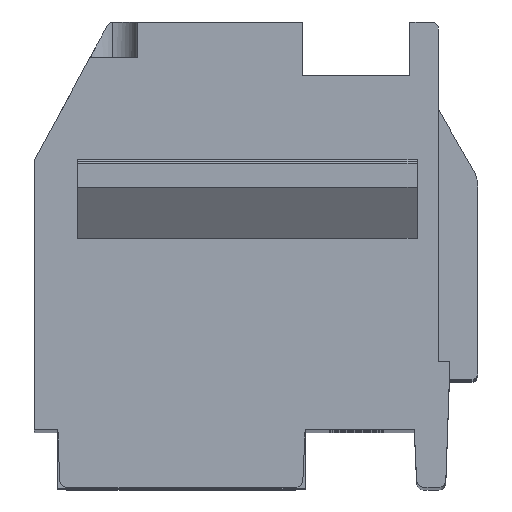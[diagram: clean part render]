
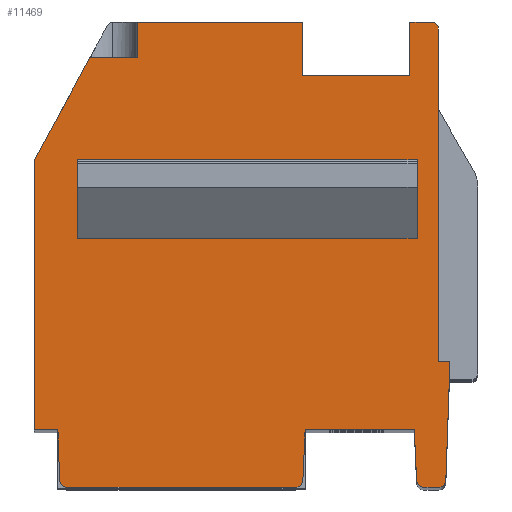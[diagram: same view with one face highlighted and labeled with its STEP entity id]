
A CAD part, top view. The second image highlights one B-rep face of the part: STEP entity #11469.
In plain terms, the highlighted planar face has unit normal (0, 0, 1).
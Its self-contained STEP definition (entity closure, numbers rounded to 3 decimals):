
#34=DIRECTION('',(0.,1.,0.));
#35=VECTOR('',#34,1.55);
#36=CARTESIAN_POINT('',(-5.188,0.15,42.5));
#37=LINE('',#36,#35);
#38=DIRECTION('',(-1.,0.,0.));
#39=VECTOR('',#38,9.5);
#40=CARTESIAN_POINT('',(4.312,0.15,42.5));
#41=LINE('',#40,#39);
#42=DIRECTION('',(0.,1.,0.));
#43=VECTOR('',#42,1.55);
#44=CARTESIAN_POINT('',(4.312,0.15,42.5));
#45=LINE('',#44,#43);
#46=DIRECTION('',(-1.,0.,0.));
#47=VECTOR('',#46,9.5);
#48=CARTESIAN_POINT('',(4.312,1.7,42.5));
#49=LINE('',#48,#47);
#50=DIRECTION('',(0.,-1.,0.));
#51=VECTOR('',#50,7.041);
#52=CARTESIAN_POINT('',(4.912,3.741,42.5));
#53=LINE('',#52,#51);
#54=DIRECTION('',(1.,0.,0.));
#55=VECTOR('',#54,0.32);
#56=CARTESIAN_POINT('',(4.912,-3.3,42.5));
#57=LINE('',#56,#55);
#58=DIRECTION('',(-0.035,-0.999,0.));
#59=VECTOR('',#58,0.502);
#60=CARTESIAN_POINT('',(5.232,-3.3,42.5));
#61=LINE('',#60,#59);
#62=DIRECTION('',(0.035,0.999,0.));
#63=VECTOR('',#62,2.807);
#64=CARTESIAN_POINT('',(5.116,-6.607,42.5));
#65=LINE('',#64,#63);
#66=CARTESIAN_POINT('',(4.916,-6.6,42.5));
#67=DIRECTION('',(0.,0.,-1.));
#68=DIRECTION('',(0.999,-0.035,0.));
#69=AXIS2_PLACEMENT_3D('',#66,#67,#68);
#71=DIRECTION('',(-1.,0.,0.));
#72=VECTOR('',#71,0.416);
#73=CARTESIAN_POINT('',(4.916,-6.8,42.5));
#74=LINE('',#73,#72);
#75=CARTESIAN_POINT('',(4.501,-6.6,42.5));
#76=DIRECTION('',(0.,0.,-1.));
#77=DIRECTION('',(0.,-1.,0.));
#78=AXIS2_PLACEMENT_3D('',#75,#76,#77);
#80=DIRECTION('',(-0.045,0.999,0.));
#81=VECTOR('',#80,1.411);
#82=CARTESIAN_POINT('',(4.301,-6.609,42.5));
#83=LINE('',#82,#81);
#84=DIRECTION('',(-1.,0.,0.));
#85=VECTOR('',#84,3.052);
#86=CARTESIAN_POINT('',(4.237,-5.2,42.5));
#87=LINE('',#86,#85);
#88=DIRECTION('',(0.045,0.999,0.));
#89=VECTOR('',#88,1.411);
#90=CARTESIAN_POINT('',(1.12,-6.609,42.5));
#91=LINE('',#90,#89);
#92=CARTESIAN_POINT('',(0.92,-6.6,42.5));
#93=DIRECTION('',(0.,0.,1.));
#94=DIRECTION('',(0.,-1.,0.));
#95=AXIS2_PLACEMENT_3D('',#92,#93,#94);
#97=DIRECTION('',(1.,0.,0.));
#98=VECTOR('',#97,6.396);
#99=CARTESIAN_POINT('',(-5.475,-6.8,42.5));
#100=LINE('',#99,#98);
#101=CARTESIAN_POINT('',(-5.475,-6.6,42.5));
#102=DIRECTION('',(0.,0.,1.));
#103=DIRECTION('',(-0.999,-0.035,0.));
#104=AXIS2_PLACEMENT_3D('',#101,#102,#103);
#106=DIRECTION('',(0.035,-0.999,0.));
#107=VECTOR('',#106,1.408);
#108=CARTESIAN_POINT('',(-5.724,-5.2,42.5));
#109=LINE('',#108,#107);
#110=DIRECTION('',(1.,0.,0.));
#111=VECTOR('',#110,0.664);
#112=CARTESIAN_POINT('',(-6.388,-5.2,42.5));
#113=LINE('',#112,#111);
#114=DIRECTION('',(0.,1.,0.));
#115=VECTOR('',#114,7.53);
#116=CARTESIAN_POINT('',(-6.388,-5.2,42.5));
#117=LINE('',#116,#115);
#118=DIRECTION('',(-0.477,-0.879,0.));
#119=VECTOR('',#118,3.266);
#120=CARTESIAN_POINT('',(-4.83,5.2,42.5));
#121=LINE('',#120,#119);
#122=DIRECTION('',(1.,0.,0.));
#123=VECTOR('',#122,1.316);
#124=CARTESIAN_POINT('',(-4.83,5.2,42.5));
#125=LINE('',#124,#123);
#126=DIRECTION('',(0.,1.,0.));
#127=VECTOR('',#126,1.);
#128=CARTESIAN_POINT('',(-3.514,5.2,42.5));
#129=LINE('',#128,#127);
#130=DIRECTION('',(-1.,0.,0.));
#131=VECTOR('',#130,4.626);
#132=CARTESIAN_POINT('',(1.112,6.2,42.5));
#133=LINE('',#132,#131);
#134=DIRECTION('',(0.,-1.,0.));
#135=VECTOR('',#134,1.5);
#136=CARTESIAN_POINT('',(1.112,6.2,42.5));
#137=LINE('',#136,#135);
#138=DIRECTION('',(1.,0.,0.));
#139=VECTOR('',#138,3.);
#140=CARTESIAN_POINT('',(1.112,4.7,42.5));
#141=LINE('',#140,#139);
#142=DIRECTION('',(0.,-1.,0.));
#143=VECTOR('',#142,1.5);
#144=CARTESIAN_POINT('',(4.112,6.2,42.5));
#145=LINE('',#144,#143);
#146=DIRECTION('',(-1.,0.,0.));
#147=VECTOR('',#146,0.6);
#148=CARTESIAN_POINT('',(4.712,6.2,42.5));
#149=LINE('',#148,#147);
#150=CARTESIAN_POINT('',(4.712,6.,42.5));
#151=DIRECTION('',(0.,0.,1.));
#152=DIRECTION('',(1.,0.,0.));
#153=AXIS2_PLACEMENT_3D('',#150,#151,#152);
#155=DIRECTION('',(0.,1.,0.));
#156=VECTOR('',#155,2.259);
#157=CARTESIAN_POINT('',(4.912,3.741,42.5));
#158=LINE('',#157,#156);
#8910=CARTESIAN_POINT('',(4.916,-6.8,42.5));
#8911=CARTESIAN_POINT('',(4.501,-6.8,42.5));
#8912=VERTEX_POINT('',#8910);
#8913=VERTEX_POINT('',#8911);
#8914=CARTESIAN_POINT('',(5.116,-6.607,42.5));
#8915=VERTEX_POINT('',#8914);
#8916=CARTESIAN_POINT('',(-6.388,-5.2,42.5));
#8917=CARTESIAN_POINT('',(-6.388,2.33,42.5));
#8918=VERTEX_POINT('',#8916);
#8919=VERTEX_POINT('',#8917);
#8920=CARTESIAN_POINT('',(4.301,-6.609,42.5));
#8921=CARTESIAN_POINT('',(4.237,-5.2,42.5));
#8922=VERTEX_POINT('',#8920);
#8923=VERTEX_POINT('',#8921);
#8957=CARTESIAN_POINT('',(-4.83,5.2,42.5));
#8958=CARTESIAN_POINT('',(-3.514,5.2,42.5));
#8959=VERTEX_POINT('',#8957);
#8960=VERTEX_POINT('',#8958);
#8961=CARTESIAN_POINT('',(-3.514,6.2,42.5));
#8962=VERTEX_POINT('',#8961);
#9008=CARTESIAN_POINT('',(-5.188,0.15,42.5));
#9009=CARTESIAN_POINT('',(-5.188,1.7,42.5));
#9010=VERTEX_POINT('',#9008);
#9011=VERTEX_POINT('',#9009);
#9012=CARTESIAN_POINT('',(4.312,0.15,42.5));
#9013=CARTESIAN_POINT('',(4.312,1.7,42.5));
#9014=VERTEX_POINT('',#9012);
#9015=VERTEX_POINT('',#9013);
#9068=CARTESIAN_POINT('',(4.912,6.,42.5));
#9069=CARTESIAN_POINT('',(4.712,6.2,42.5));
#9070=VERTEX_POINT('',#9068);
#9071=VERTEX_POINT('',#9069);
#9219=CARTESIAN_POINT('',(4.112,6.2,42.5));
#9220=CARTESIAN_POINT('',(4.112,4.7,42.5));
#9221=VERTEX_POINT('',#9219);
#9222=VERTEX_POINT('',#9220);
#9223=CARTESIAN_POINT('',(1.112,6.2,42.5));
#9224=CARTESIAN_POINT('',(1.112,4.7,42.5));
#9225=VERTEX_POINT('',#9223);
#9226=VERTEX_POINT('',#9224);
#9297=CARTESIAN_POINT('',(-5.675,-6.607,42.5));
#9298=CARTESIAN_POINT('',(-5.475,-6.8,42.5));
#9299=VERTEX_POINT('',#9297);
#9300=VERTEX_POINT('',#9298);
#9301=CARTESIAN_POINT('',(0.92,-6.8,42.5));
#9302=VERTEX_POINT('',#9301);
#9303=CARTESIAN_POINT('',(1.12,-6.609,42.5));
#9304=VERTEX_POINT('',#9303);
#9313=CARTESIAN_POINT('',(1.184,-5.2,42.5));
#9315=VERTEX_POINT('',#9313);
#9319=CARTESIAN_POINT('',(-5.724,-5.2,42.5));
#9320=VERTEX_POINT('',#9319);
#11392=CARTESIAN_POINT('',(4.912,3.741,42.5));
#11393=CARTESIAN_POINT('',(4.912,-3.3,42.5));
#11394=VERTEX_POINT('',#11392);
#11395=VERTEX_POINT('',#11393);
#11396=CARTESIAN_POINT('',(5.232,-3.3,42.5));
#11397=VERTEX_POINT('',#11396);
#11398=CARTESIAN_POINT('',(5.214,-3.802,42.5));
#11399=VERTEX_POINT('',#11398);
#11400=CARTESIAN_POINT('',(0.,0.,42.5));
#11401=DIRECTION('',(0.,0.,1.));
#11402=DIRECTION('',(1.,0.,0.));
#11403=AXIS2_PLACEMENT_3D('',#11400,#11401,#11402);
#11404=PLANE('',#11403);
#11406=ORIENTED_EDGE('',*,*,#11405,.T.);
#11408=ORIENTED_EDGE('',*,*,#11407,.T.);
#11410=ORIENTED_EDGE('',*,*,#11409,.T.);
#11412=ORIENTED_EDGE('',*,*,#11411,.F.);
#11414=ORIENTED_EDGE('',*,*,#11413,.T.);
#11416=ORIENTED_EDGE('',*,*,#11415,.T.);
#11418=ORIENTED_EDGE('',*,*,#11417,.T.);
#11420=ORIENTED_EDGE('',*,*,#11419,.T.);
#11422=ORIENTED_EDGE('',*,*,#11421,.T.);
#11424=ORIENTED_EDGE('',*,*,#11423,.F.);
#11426=ORIENTED_EDGE('',*,*,#11425,.F.);
#11428=ORIENTED_EDGE('',*,*,#11427,.F.);
#11430=ORIENTED_EDGE('',*,*,#11429,.F.);
#11432=ORIENTED_EDGE('',*,*,#11431,.F.);
#11434=ORIENTED_EDGE('',*,*,#11433,.F.);
#11436=ORIENTED_EDGE('',*,*,#11435,.T.);
#11438=ORIENTED_EDGE('',*,*,#11437,.F.);
#11440=ORIENTED_EDGE('',*,*,#11439,.T.);
#11442=ORIENTED_EDGE('',*,*,#11441,.T.);
#11444=ORIENTED_EDGE('',*,*,#11443,.F.);
#11446=ORIENTED_EDGE('',*,*,#11445,.T.);
#11448=ORIENTED_EDGE('',*,*,#11447,.T.);
#11450=ORIENTED_EDGE('',*,*,#11449,.F.);
#11452=ORIENTED_EDGE('',*,*,#11451,.F.);
#11454=ORIENTED_EDGE('',*,*,#11453,.F.);
#11456=ORIENTED_EDGE('',*,*,#11455,.F.);
#11457=EDGE_LOOP('',(#11406,#11408,#11410,#11412,#11414,#11416,#11418,#11420,
#11422,#11424,#11426,#11428,#11430,#11432,#11434,#11436,#11438,#11440,#11442,
#11444,#11446,#11448,#11450,#11452,#11454,#11456));
#11458=FACE_OUTER_BOUND('',#11457,.F.);
#11460=ORIENTED_EDGE('',*,*,#11459,.F.);
#11462=ORIENTED_EDGE('',*,*,#11461,.F.);
#11464=ORIENTED_EDGE('',*,*,#11463,.T.);
#11466=ORIENTED_EDGE('',*,*,#11465,.T.);
#11467=EDGE_LOOP('',(#11460,#11462,#11464,#11466));
#11468=FACE_BOUND('',#11467,.F.);
#70=CIRCLE('',#69,0.2);
#79=CIRCLE('',#78,0.2);
#96=CIRCLE('',#95,0.2);
#105=CIRCLE('',#104,0.2);
#154=CIRCLE('',#153,0.2);
#11405=EDGE_CURVE('',#11394,#11395,#53,.T.);
#11407=EDGE_CURVE('',#11395,#11397,#57,.T.);
#11409=EDGE_CURVE('',#11397,#11399,#61,.T.);
#11411=EDGE_CURVE('',#8915,#11399,#65,.T.);
#11413=EDGE_CURVE('',#8915,#8912,#70,.T.);
#11415=EDGE_CURVE('',#8912,#8913,#74,.T.);
#11417=EDGE_CURVE('',#8913,#8922,#79,.T.);
#11419=EDGE_CURVE('',#8922,#8923,#83,.T.);
#11421=EDGE_CURVE('',#8923,#9315,#87,.T.);
#11423=EDGE_CURVE('',#9304,#9315,#91,.T.);
#11425=EDGE_CURVE('',#9302,#9304,#96,.T.);
#11427=EDGE_CURVE('',#9300,#9302,#100,.T.);
#11429=EDGE_CURVE('',#9299,#9300,#105,.T.);
#11431=EDGE_CURVE('',#9320,#9299,#109,.T.);
#11433=EDGE_CURVE('',#8918,#9320,#113,.T.);
#11435=EDGE_CURVE('',#8918,#8919,#117,.T.);
#11437=EDGE_CURVE('',#8959,#8919,#121,.T.);
#11439=EDGE_CURVE('',#8959,#8960,#125,.T.);
#11441=EDGE_CURVE('',#8960,#8962,#129,.T.);
#11443=EDGE_CURVE('',#9225,#8962,#133,.T.);
#11445=EDGE_CURVE('',#9225,#9226,#137,.T.);
#11447=EDGE_CURVE('',#9226,#9222,#141,.T.);
#11449=EDGE_CURVE('',#9221,#9222,#145,.T.);
#11451=EDGE_CURVE('',#9071,#9221,#149,.T.);
#11453=EDGE_CURVE('',#9070,#9071,#154,.T.);
#11455=EDGE_CURVE('',#11394,#9070,#158,.T.);
#11459=EDGE_CURVE('',#9010,#9011,#37,.T.);
#11461=EDGE_CURVE('',#9014,#9010,#41,.T.);
#11463=EDGE_CURVE('',#9014,#9015,#45,.T.);
#11465=EDGE_CURVE('',#9015,#9011,#49,.T.);
#11469=ADVANCED_FACE('',(#11458,#11468),#11404,.T.);
